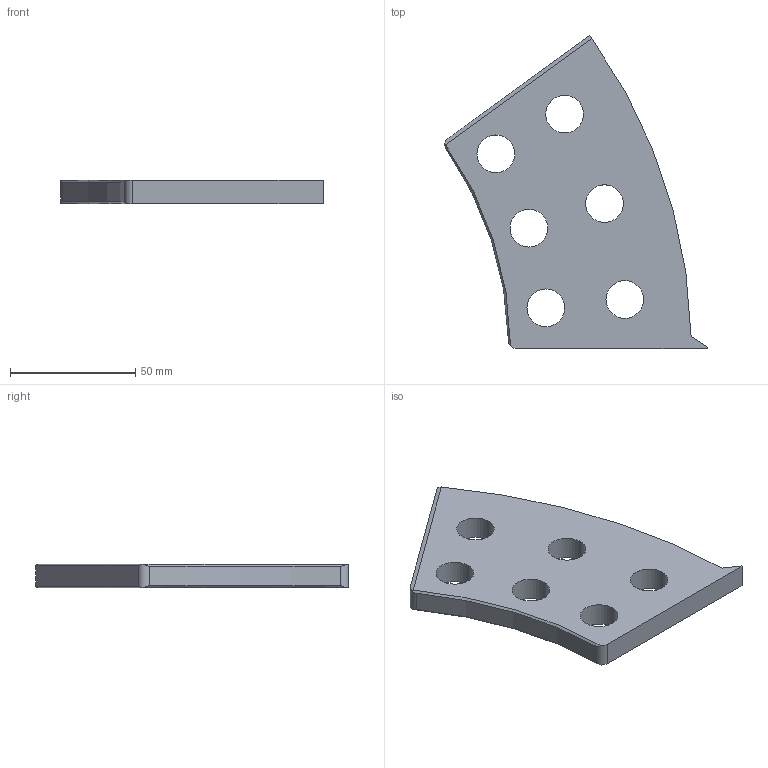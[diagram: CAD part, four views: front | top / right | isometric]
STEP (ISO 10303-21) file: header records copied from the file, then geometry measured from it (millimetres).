
FILE_DESCRIPTION (( 'STEP AP203' ), '1' );
FILE_NAME ('M7534.STEP', '2022-04-25T21:40:45', ( '' ), ( '' ), 'SwSTEP 2.0', 'SolidWorks 2020', '' );
FILE_SCHEMA (( 'CONFIG_CONTROL_DESIGN' ));
Length unit declared in the file: inch
Products named in the file (1): M7534
Bounding box: 104.84 x 125.09 x 9.49 mm (x, y, z)
Volume: 66467.6 mm3; surface area: 20187 mm2
Topology: 1 solids, 1 shells, 28 faces, 76 edges, 50 vertices
Faces by surface type: cylinder 15, plane 9, torus 2, cone 2
Entity records: 1032 total; most frequent: CARTESIAN_POINT 207, DIRECTION 161, ORIENTED_EDGE 152, EDGE_CURVE 76, AXIS2_PLACEMENT_3D 66, VERTEX_POINT 50, EDGE_LOOP 40, CIRCLE 37
